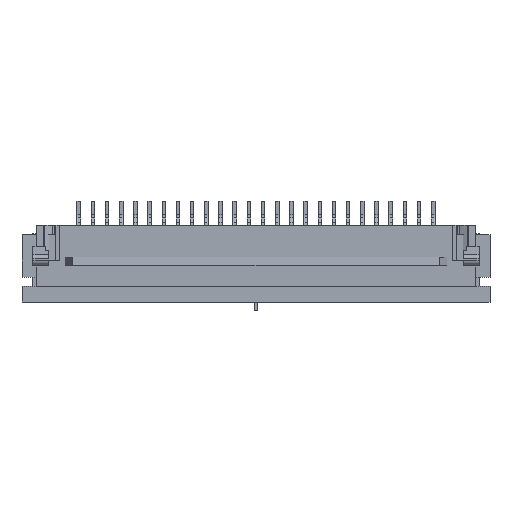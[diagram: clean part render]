
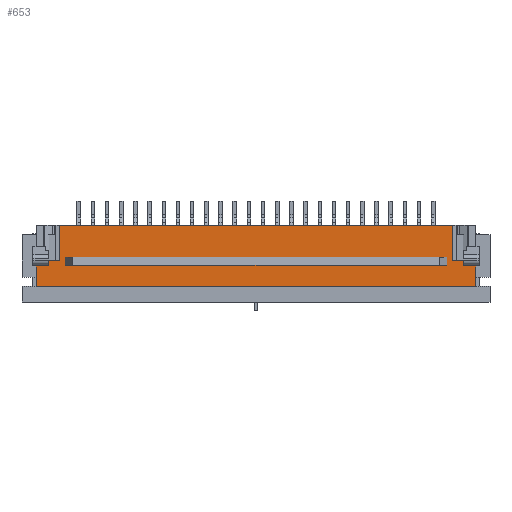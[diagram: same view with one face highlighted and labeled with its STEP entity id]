
A CAD part, top view. The second image highlights one B-rep face of the part: STEP entity #653.
In plain terms, the highlighted planar face has unit normal (0, 0, 1).
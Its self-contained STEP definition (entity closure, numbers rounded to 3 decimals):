
#653 = ADVANCED_FACE( '', ( #1585 ), #1586, .F. );
#1585 = FACE_OUTER_BOUND( '', #2899, .T. );
#1586 = PLANE( '', #2900 );
#2899 = EDGE_LOOP( '', ( #4399, #4400, #4401, #4402, #4403, #4404, #4405, #4406 ) );
#2900 = AXIS2_PLACEMENT_3D( '', #4407, #4408, #4409 );
#4399 = ORIENTED_EDGE( '', *, *, #10038, .T. );
#4400 = ORIENTED_EDGE( '', *, *, #10039, .F. );
#4401 = ORIENTED_EDGE( '', *, *, #10040, .T. );
#4402 = ORIENTED_EDGE( '', *, *, #10041, .F. );
#4403 = ORIENTED_EDGE( '', *, *, #10042, .F. );
#4404 = ORIENTED_EDGE( '', *, *, #10043, .F. );
#4405 = ORIENTED_EDGE( '', *, *, #10012, .F. );
#4406 = ORIENTED_EDGE( '', *, *, #10036, .T. );
#4407 = CARTESIAN_POINT( '', ( 15.5, -2.15, 1.5 ) );
#4408 = DIRECTION( '', ( 0., 0., -1. ) );
#4409 = DIRECTION( '', ( -1., 0., 0. ) );
#10012 = EDGE_CURVE( '', #12038, #12040, #12041, .T. );
#10036 = EDGE_CURVE( '', #12038, #12082, #12084, .T. );
#10038 = EDGE_CURVE( '', #12082, #12086, #12087, .T. );
#10039 = EDGE_CURVE( '', #12088, #12086, #12089, .T. );
#10040 = EDGE_CURVE( '', #12088, #12090, #12091, .T. );
#10041 = EDGE_CURVE( '', #12092, #12090, #12093, .T. );
#10042 = EDGE_CURVE( '', #12094, #12092, #12095, .T. );
#10043 = EDGE_CURVE( '', #12040, #12094, #12096, .T. );
#12038 = VERTEX_POINT( '', #15126 );
#12040 = VERTEX_POINT( '', #15129 );
#12041 = LINE( '', #15130, #15131 );
#12082 = VERTEX_POINT( '', #15189 );
#12084 = LINE( '', #15192, #15193 );
#12086 = VERTEX_POINT( '', #15196 );
#12087 = LINE( '', #15197, #15198 );
#12088 = VERTEX_POINT( '', #15199 );
#12089 = LINE( '', #15200, #15201 );
#12090 = VERTEX_POINT( '', #15202 );
#12091 = LINE( '', #15203, #15204 );
#12092 = VERTEX_POINT( '', #15205 );
#12093 = LINE( '', #15206, #15207 );
#12094 = VERTEX_POINT( '', #15208 );
#12095 = LINE( '', #15209, #15210 );
#12096 = LINE( '', #15211, #15212 );
#15126 = CARTESIAN_POINT( '', ( 15.5, -2.15, 1.5 ) );
#15129 = CARTESIAN_POINT( '', ( -15.5, -2.15, 1.5 ) );
#15130 = CARTESIAN_POINT( '', ( 15.5, -2.15, 1.5 ) );
#15131 = VECTOR( '', #19396, 1000. );
#15189 = CARTESIAN_POINT( '', ( 15.5, -0.35, 1.5 ) );
#15192 = CARTESIAN_POINT( '', ( 15.5, -2.15, 1.5 ) );
#15193 = VECTOR( '', #19430, 1000. );
#15196 = CARTESIAN_POINT( '', ( 13.85, -0.35, 1.5 ) );
#15197 = CARTESIAN_POINT( '', ( 13.85, -0.35, 1.5 ) );
#15198 = VECTOR( '', #19432, 1000. );
#15199 = CARTESIAN_POINT( '', ( 13.85, 2.15, 1.5 ) );
#15200 = CARTESIAN_POINT( '', ( 13.85, 31.26, 1.5 ) );
#15201 = VECTOR( '', #19433, 1000. );
#15202 = CARTESIAN_POINT( '', ( -13.85, 2.15, 1.5 ) );
#15203 = CARTESIAN_POINT( '', ( 15.5, 2.15, 1.5 ) );
#15204 = VECTOR( '', #19434, 1000. );
#15205 = CARTESIAN_POINT( '', ( -13.85, -0.35, 1.5 ) );
#15206 = CARTESIAN_POINT( '', ( -13.85, -2.15, 1.5 ) );
#15207 = VECTOR( '', #19435, 1000. );
#15208 = CARTESIAN_POINT( '', ( -15.5, -0.35, 1.5 ) );
#15209 = CARTESIAN_POINT( '', ( -13.85, -0.35, 1.5 ) );
#15210 = VECTOR( '', #19436, 1000. );
#15211 = CARTESIAN_POINT( '', ( -15.5, -2.15, 1.5 ) );
#15212 = VECTOR( '', #19437, 1000. );
#19396 = DIRECTION( '', ( -1., 0., 0. ) );
#19430 = DIRECTION( '', ( 0., 1., 0. ) );
#19432 = DIRECTION( '', ( -1., 0., 0. ) );
#19433 = DIRECTION( '', ( 0., -1., 0. ) );
#19434 = DIRECTION( '', ( -1., 0., 0. ) );
#19435 = DIRECTION( '', ( 0., 1., 0. ) );
#19436 = DIRECTION( '', ( 1., 0., 0. ) );
#19437 = DIRECTION( '', ( 0., 1., 0. ) );
